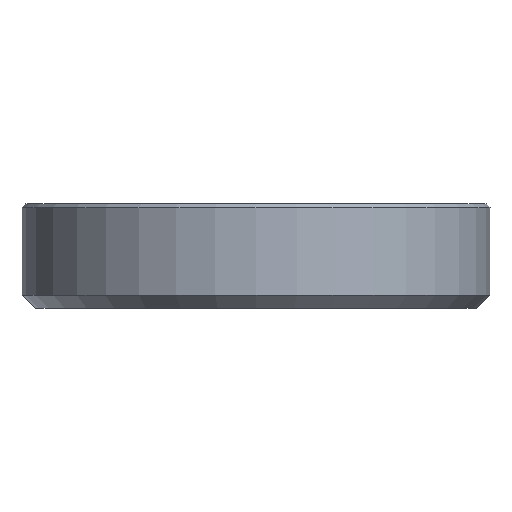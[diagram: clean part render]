
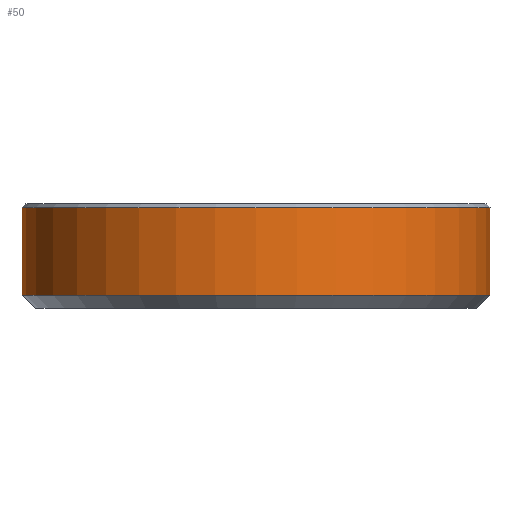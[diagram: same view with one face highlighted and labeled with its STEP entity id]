
A CAD part, front view. The second image highlights one B-rep face of the part: STEP entity #50.
In plain terms, the highlighted cylindrical face has radius 17.95 mm (diameter 35.9 mm), a full revolution.
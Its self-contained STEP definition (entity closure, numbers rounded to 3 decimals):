
#46=CYLINDRICAL_SURFACE('',#130,17.95);
#50=ADVANCED_FACE('',(#62,#63),#46,.T.);
#62=FACE_BOUND('',#76,.T.);
#63=FACE_BOUND('',#77,.T.);
#76=EDGE_LOOP('',(#90));
#77=EDGE_LOOP('',(#91));
#90=ORIENTED_EDGE('',*,*,#110,.T.);
#91=ORIENTED_EDGE('',*,*,#111,.T.);
#103=VERTEX_POINT('',#179);
#104=VERTEX_POINT('',#181);
#110=EDGE_CURVE('',#103,#103,#117,.T.);
#111=EDGE_CURVE('',#104,#104,#118,.T.);
#117=CIRCLE('',#128,17.95);
#118=CIRCLE('',#129,17.95);
#128=AXIS2_PLACEMENT_3D('',#178,#152,#153);
#129=AXIS2_PLACEMENT_3D('',#180,#154,#155);
#130=AXIS2_PLACEMENT_3D('',#182,#156,#157);
#152=DIRECTION('',(0.,0.,-1.));
#153=DIRECTION('',(-1.,0.,0.));
#154=DIRECTION('',(0.,0.,1.));
#155=DIRECTION('',(1.,0.,0.));
#156=DIRECTION('',(0.,0.,1.));
#157=DIRECTION('',(1.,0.,0.));
#178=CARTESIAN_POINT('',(-101.876,-143.299,20.7));
#179=CARTESIAN_POINT('',(-119.826,-143.299,20.7));
#180=CARTESIAN_POINT('',(-101.876,-143.299,14.));
#181=CARTESIAN_POINT('',(-83.926,-143.299,14.));
#182=CARTESIAN_POINT('',(-101.876,-143.299,13.));
